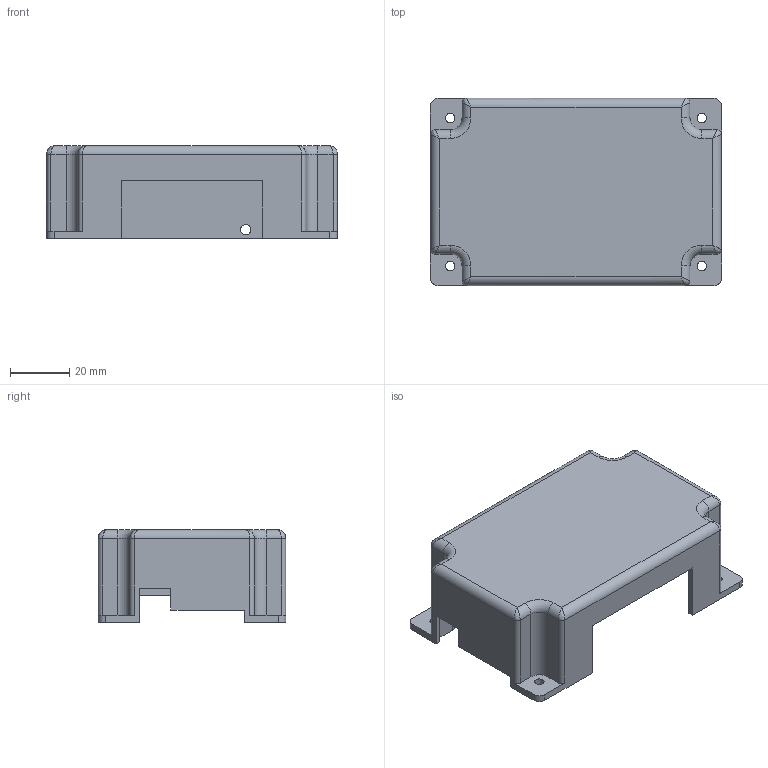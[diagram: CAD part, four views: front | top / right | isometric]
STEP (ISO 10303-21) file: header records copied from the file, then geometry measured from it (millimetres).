
FILE_DESCRIPTION(/* description */ (''),/* implementation_level */ '2;1');
FILE_NAME(/* name */ 'Coperchio.step',/* time_stamp */ '2025-05-08T21:56:36+02:00',/* author */ (''),/* organization */ (''),/* preprocessor_version */ 'ST-DEVELOPER v20.1',/* originating_system */ 'Autodesk Translation Framework v14.4.0.0',/* authorisation */ '');
FILE_SCHEMA (('AUTOMOTIVE_DESIGN { 1 0 10303 214 3 1 1 }'));
Length unit declared in the file: millimetre
Products named in the file (1): ComponenteFusion
Bounding box: 98.3 x 63.3 x 31.4 mm (x, y, z)
Volume: 36297.4 mm3; surface area: 27390.5 mm2
Topology: 1 solids, 1 shells, 97 faces, 262 edges, 159 vertices
Faces by surface type: plane 46, cylinder 39, bspline 8, torus 4
Full cylindrical faces by diameter (mm): 3.2 x4, 3.5 x1
Entity records: 3248 total; most frequent: CARTESIAN_POINT 765, DIRECTION 514, ORIENTED_EDGE 508, EDGE_CURVE 254, AXIS2_PLACEMENT_3D 172, LINE 170, VECTOR 170, VERTEX_POINT 159
